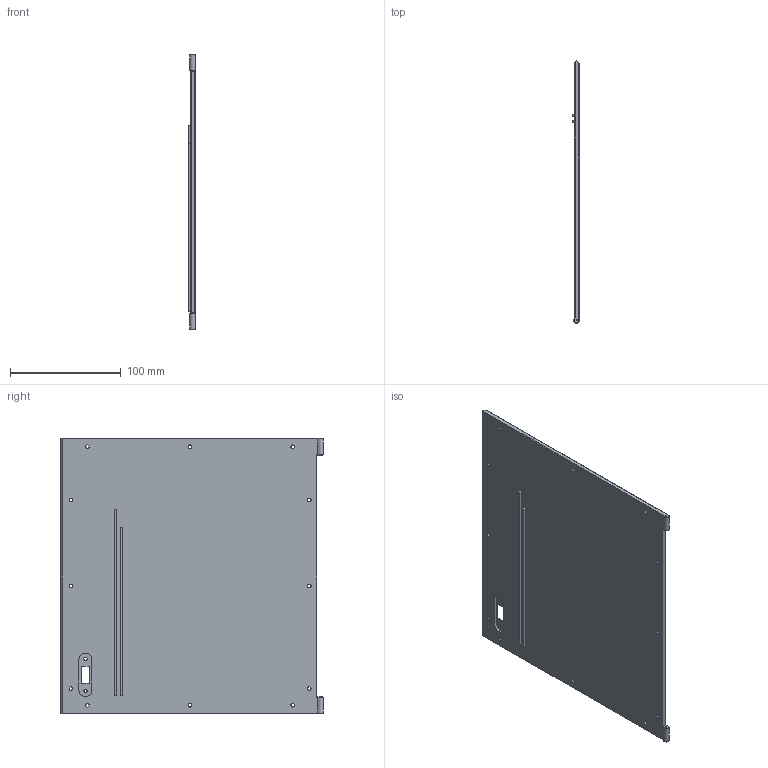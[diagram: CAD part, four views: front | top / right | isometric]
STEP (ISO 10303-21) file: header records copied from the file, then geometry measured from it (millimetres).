
FILE_DESCRIPTION(/* description */ (''),/* implementation_level */ '2;1');
FILE_NAME(/* name */ 'Panel right.step',/* time_stamp */ '2020-11-16T21:21:04+01:00',/* author */ (''),/* organization */ (''),/* preprocessor_version */ 'ST-DEVELOPER v18.1',/* originating_system */ 'Autodesk Translation Framework v9.3.0.1241',/* authorisation */ '');
FILE_SCHEMA (('AUTOMOTIVE_DESIGN { 1 0 10303 214 3 1 1 }'));
Length unit declared in the file: millimetre
Products named in the file (1): Panel right
Bounding box: 6 x 236.5 x 248 mm (x, y, z)
Volume: 227708.6 mm3; surface area: 119265.8 mm2
Topology: 1 solids, 1 shells, 88 faces, 231 edges, 148 vertices
Faces by surface type: plane 46, cylinder 24, cone 18
Full cylindrical faces by diameter (mm): 1 x2, 3 x2, 3.2 x12
Entity records: 2810 total; most frequent: DIRECTION 487, CARTESIAN_POINT 468, ORIENTED_EDGE 462, EDGE_CURVE 231, AXIS2_PLACEMENT_3D 167, LINE 153, VECTOR 153, VERTEX_POINT 148
